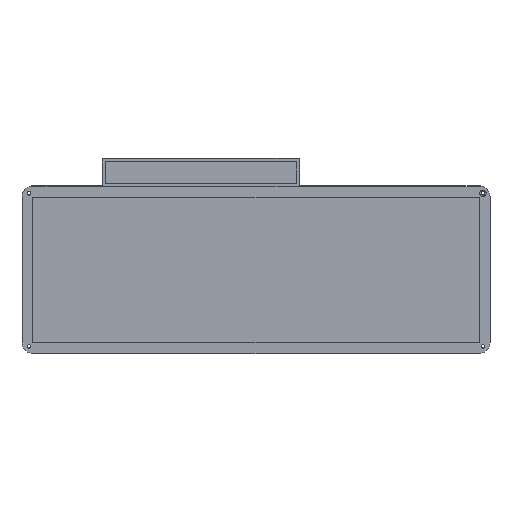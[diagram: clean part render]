
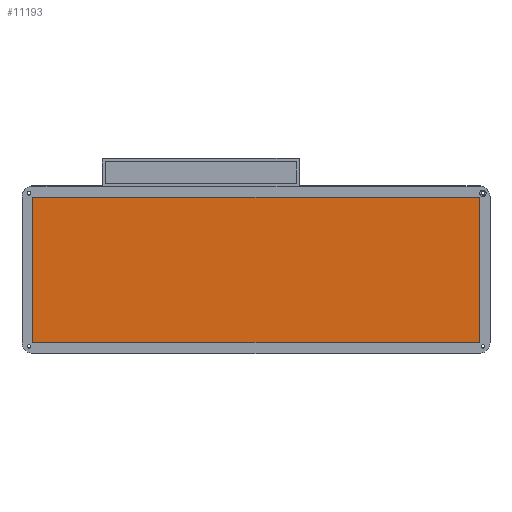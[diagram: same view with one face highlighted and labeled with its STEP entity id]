
A CAD part, top view. The second image highlights one B-rep face of the part: STEP entity #11193.
In plain terms, the highlighted planar face has unit normal (0, -0.026, 1).
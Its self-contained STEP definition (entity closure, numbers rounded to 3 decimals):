
#1153=FACE_OUTER_BOUND('',#1824,.T.);
#1824=EDGE_LOOP('',(#10351,#10352,#10353,#10354,#10355,#10356,#10357,#10358));
#2609=LINE('',#22709,#3440);
#2648=LINE('',#22855,#3479);
#2649=LINE('',#22858,#3480);
#2653=LINE('',#22870,#3484);
#2656=LINE('',#22874,#3487);
#2657=LINE('',#22877,#3488);
#2658=LINE('',#22879,#3489);
#2659=LINE('',#22880,#3490);
#3440=VECTOR('',#12659,10.);
#3479=VECTOR('',#12822,10.);
#3480=VECTOR('',#12825,10.);
#3484=VECTOR('',#12839,10.);
#3487=VECTOR('',#12842,10.);
#3488=VECTOR('',#12845,10.);
#3489=VECTOR('',#12846,10.);
#3490=VECTOR('',#12847,10.);
#5337=VERTEX_POINT('',#22707);
#5338=VERTEX_POINT('',#22708);
#5383=VERTEX_POINT('',#22853);
#5384=VERTEX_POINT('',#22857);
#5387=VERTEX_POINT('',#22869);
#5388=VERTEX_POINT('',#22872);
#5389=VERTEX_POINT('',#22876);
#5390=VERTEX_POINT('',#22878);
#6970=EDGE_CURVE('',#5337,#5338,#2609,.T.);
#7039=EDGE_CURVE('',#5383,#5337,#2648,.T.);
#7040=EDGE_CURVE('',#5384,#5338,#2649,.T.);
#7046=EDGE_CURVE('',#5384,#5387,#2653,.T.);
#7049=EDGE_CURVE('',#5388,#5383,#2656,.T.);
#7050=EDGE_CURVE('',#5387,#5389,#2657,.T.);
#7051=EDGE_CURVE('',#5390,#5388,#2658,.T.);
#7052=EDGE_CURVE('',#5389,#5390,#2659,.T.);
#10351=ORIENTED_EDGE('',*,*,#7050,.F.);
#10352=ORIENTED_EDGE('',*,*,#7046,.F.);
#10353=ORIENTED_EDGE('',*,*,#7040,.T.);
#10354=ORIENTED_EDGE('',*,*,#6970,.F.);
#10355=ORIENTED_EDGE('',*,*,#7039,.F.);
#10356=ORIENTED_EDGE('',*,*,#7049,.F.);
#10357=ORIENTED_EDGE('',*,*,#7051,.F.);
#10358=ORIENTED_EDGE('',*,*,#7052,.F.);
#10587=PLANE('',#11474);
#11193=ADVANCED_FACE('',(#1153),#10587,.F.);
#11474=AXIS2_PLACEMENT_3D('',#22875,#12843,#12844);
#12659=DIRECTION('',(1.,0.,0.));
#12822=DIRECTION('',(0.,1.,0.026));
#12825=DIRECTION('',(0.,1.,0.026));
#12839=DIRECTION('',(1.,0.,0.));
#12842=DIRECTION('',(1.,0.,0.));
#12843=DIRECTION('center_axis',(0.,0.026,-1.));
#12844=DIRECTION('ref_axis',(-1.,0.,0.));
#12845=DIRECTION('',(0.,-1.,-0.026));
#12846=DIRECTION('',(0.,1.,0.026));
#12847=DIRECTION('',(-1.,0.,0.));
#22707=CARTESIAN_POINT('',(-98.,206.254,7.006));
#22708=CARTESIAN_POINT('',(-88.,206.254,7.006));
#22709=CARTESIAN_POINT('',(103.667,206.254,7.006));
#22853=CARTESIAN_POINT('',(-98.,196.257,6.744));
#22855=CARTESIAN_POINT('',(-98.,196.257,6.744));
#22857=CARTESIAN_POINT('',(-88.,196.257,6.744));
#22858=CARTESIAN_POINT('',(-88.,196.257,6.744));
#22869=CARTESIAN_POINT('',(295.335,196.257,6.744));
#22870=CARTESIAN_POINT('',(-10.665,196.257,6.744));
#22872=CARTESIAN_POINT('',(-112.665,196.257,6.744));
#22874=CARTESIAN_POINT('',(-10.665,196.257,6.744));
#22875=CARTESIAN_POINT('Origin',(91.335,129.78,5.003));
#22876=CARTESIAN_POINT('',(295.335,63.303,3.262));
#22877=CARTESIAN_POINT('',(295.335,163.019,5.873));
#22878=CARTESIAN_POINT('',(-112.665,63.303,3.262));
#22879=CARTESIAN_POINT('',(-112.665,96.542,4.133));
#22880=CARTESIAN_POINT('',(193.335,63.303,3.262));
